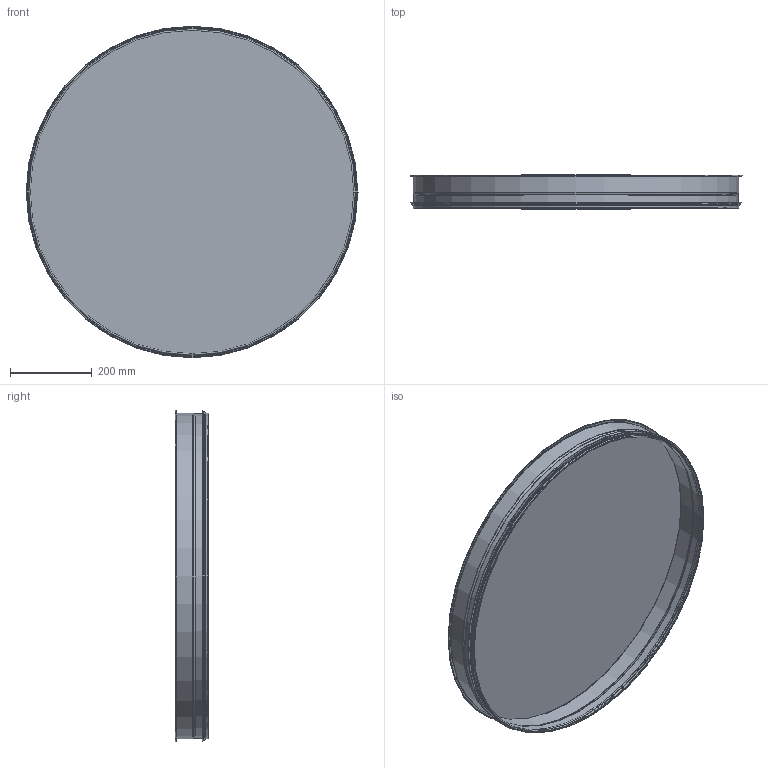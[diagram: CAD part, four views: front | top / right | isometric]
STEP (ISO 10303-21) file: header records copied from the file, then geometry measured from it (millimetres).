
FILE_DESCRIPTION((''),'2;1');
FILE_NAME('HNG-800.stp','2014-02-20T08:26:31',(''),(''),'Autodesk Inventor 2013','Autodesk Inventor 2013','');
FILE_SCHEMA(('AUTOMOTIVE_DESIGN { 1 2 10303 214 0 1 1 1 }'));
Length unit declared in the file: millimetre
Products named in the file (4): HNG-800; HNGN-800; 999012; HNGRörämne-800
Assembly tree (3 placements, depth 2):
  HNG-800
    HNGN-800
    999012
    HNGRörämne-800
Bounding box: 813.6 x 82 x 813.6 mm (x, y, z)
Volume: 728530.7 mm3; surface area: 1675317.7 mm2
Topology: 3 solids, 3 shells, 76 faces, 144 edges, 77 vertices
Faces by surface type: plane 38, torus 18, cylinder 14, cone 6
Full cylindrical faces by diameter (mm): 792.85 x1, 793.85 x1, 795.05 x1, 797.65 x5, 798.65 x2, 801.65 x1, 804.05 x1, 809.05 x1, 810 x1
Entity records: 1957 total; most frequent: DIRECTION 368, CARTESIAN_POINT 289, ORIENTED_EDGE 258, AXIS2_PLACEMENT_3D 156, EDGE_CURVE 129, EDGE_LOOP 96, VERTEX_POINT 77, FACE_OUTER_BOUND 76
